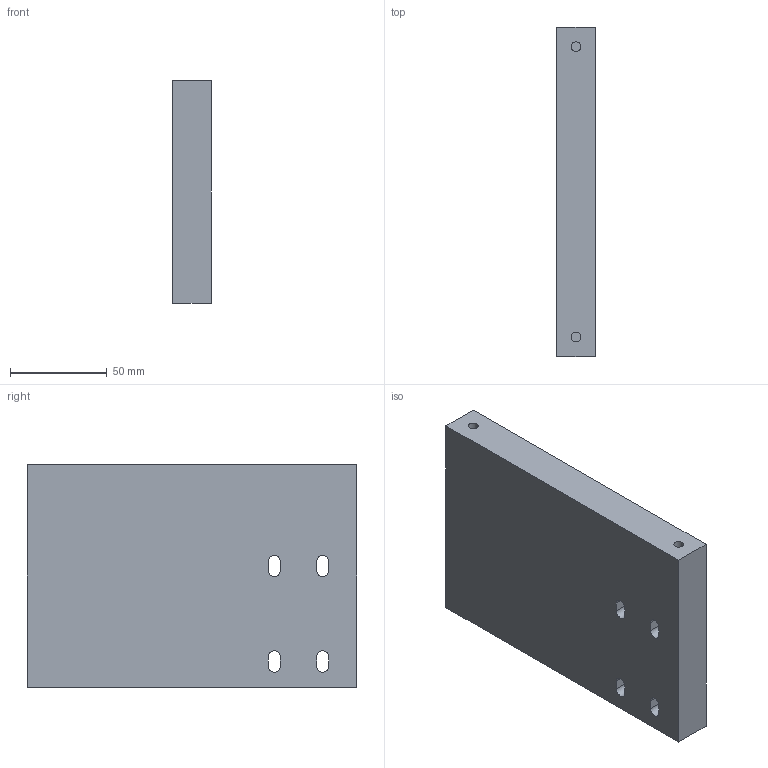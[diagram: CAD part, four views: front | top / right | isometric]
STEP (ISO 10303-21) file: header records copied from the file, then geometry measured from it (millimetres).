
FILE_DESCRIPTION(/* description */ (''),/* implementation_level */ '2;1');
FILE_NAME(/* name */ 'Z-Slide Mounting Plate.step',/* time_stamp */ '2022-04-06T07:41:35+02:00',/* author */ (''),/* organization */ (''),/* preprocessor_version */ 'ST-DEVELOPER v18.1',/* originating_system */ 'Autodesk Translation Framework v10.14.0.1471',/* authorisation */ '');
FILE_SCHEMA (('AUTOMOTIVE_DESIGN { 1 0 10303 214 3 1 1 }'));
Length unit declared in the file: millimetre
Products named in the file (1): Z-Slide Mounting Plate (1)
Bounding box: 20 x 170 x 115 mm (x, y, z)
Volume: 383256.2 mm3; surface area: 53347.1 mm2
Topology: 1 solids, 1 shells, 46 faces, 114 edges, 76 vertices
Faces by surface type: plane 28, cylinder 18
Full cylindrical faces by diameter (mm): 5 x2
Entity records: 1423 total; most frequent: DIRECTION 244, CARTESIAN_POINT 237, ORIENTED_EDGE 228, EDGE_CURVE 114, AXIS2_PLACEMENT_3D 83, LINE 78, VECTOR 78, VERTEX_POINT 76
